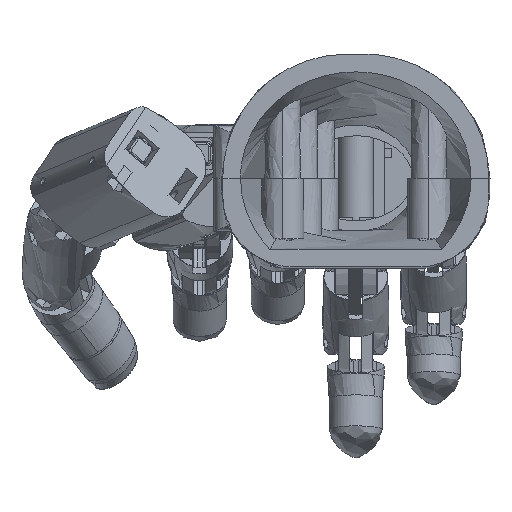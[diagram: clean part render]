
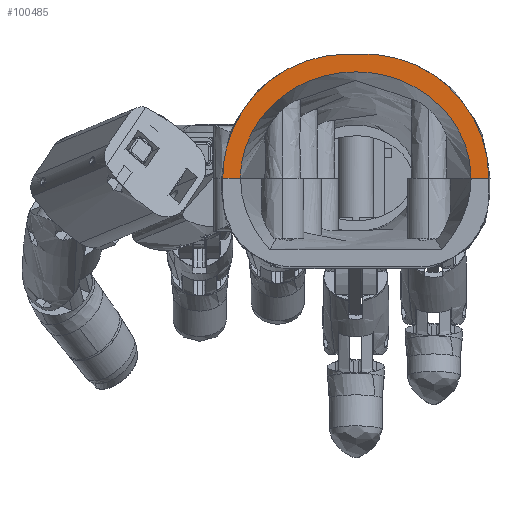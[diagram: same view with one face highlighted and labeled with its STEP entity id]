
A CAD part, front view. The second image highlights one B-rep face of the part: STEP entity #100485.
In plain terms, the highlighted free-form (B-spline) face has degree [1, 1] with [2, 2] control points.
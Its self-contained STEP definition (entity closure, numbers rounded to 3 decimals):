
#100485 = ADVANCED_FACE('',(#100486),#100607,.F.);
#100486 = FACE_BOUND('',#100487,.T.);
#100487 = EDGE_LOOP('',(#100488,#100497,#100504,#100540,#100547,#100583,
    #100590,#100597));
#100488 = ORIENTED_EDGE('',*,*,#100489,.F.);
#100489 = EDGE_CURVE('',#100490,#100492,#100494,.T.);
#100490 = VERTEX_POINT('',#100491);
#100491 = CARTESIAN_POINT('',(64.804,-102.999,
    58.568));
#100492 = VERTEX_POINT('',#100493);
#100493 = CARTESIAN_POINT('',(60.42,-102.999,
    58.568));
#100494 = B_SPLINE_CURVE_WITH_KNOTS('',1,(#100495,#100496),
  .UNSPECIFIED.,.F.,.F.,(2,2),(-37.5,-32.5),
  .PIECEWISE_BEZIER_KNOTS.);
#100495 = CARTESIAN_POINT('',(64.804,-102.999,
    58.568));
#100496 = CARTESIAN_POINT('',(60.42,-102.999,
    58.568));
#100497 = ORIENTED_EDGE('',*,*,#100498,.T.);
#100498 = EDGE_CURVE('',#100490,#100499,#100501,.T.);
#100499 = VERTEX_POINT('',#100500);
#100500 = CARTESIAN_POINT('',(64.804,-102.999,
    58.61));
#100501 = B_SPLINE_CURVE_WITH_KNOTS('',1,(#100502,#100503),
  .UNSPECIFIED.,.F.,.F.,(2,2),(25.,25.048),
  .PIECEWISE_BEZIER_KNOTS.);
#100502 = CARTESIAN_POINT('',(64.804,-102.999,
    58.568));
#100503 = CARTESIAN_POINT('',(64.804,-102.999,
    58.61));
#100504 = ORIENTED_EDGE('',*,*,#100505,.T.);
#100505 = EDGE_CURVE('',#100499,#100506,#100508,.T.);
#100506 = VERTEX_POINT('',#100507);
#100507 = CARTESIAN_POINT('',(34.157,-102.999,
    89.257));
#100508 = B_SPLINE_CURVE_WITH_KNOTS('',3,(#100509,#100510,#100511,
    #100512,#100513,#100514,#100515,#100516,#100517,#100518,#100519,
    #100520,#100521,#100522,#100523,#100524,#100525,#100526,#100527,
    #100528,#100529,#100530,#100531,#100532,#100533,#100534,#100535,
    #100536,#100537,#100538,#100539),.UNSPECIFIED.,.F.,.F.,(4,2,2,2,2,2,
    2,2,2,2,2,1,2,2,2,4),(0.,0.007,0.01,
    0.014,0.02,0.022,
    0.024,0.027,0.034,
    0.036,0.038,0.041,
    0.044,0.046,0.048,
    0.055),.UNSPECIFIED.);
#100509 = CARTESIAN_POINT('',(64.804,-102.999,
    58.61));
#100510 = CARTESIAN_POINT('',(64.804,-102.999,
    60.634));
#100511 = CARTESIAN_POINT('',(64.606,-102.999,
    62.624));
#100512 = CARTESIAN_POINT('',(64.024,-102.999,
    65.56));
#100513 = CARTESIAN_POINT('',(63.782,-102.999,
    66.531));
#100514 = CARTESIAN_POINT('',(63.2,-102.999,
    68.455));
#100515 = CARTESIAN_POINT('',(62.858,-102.999,
    69.412));
#100516 = CARTESIAN_POINT('',(61.706,-102.999,
    72.195));
#100517 = CARTESIAN_POINT('',(60.766,-102.999,
    73.955));
#100518 = CARTESIAN_POINT('',(59.378,-102.999,
    76.037));
#100519 = CARTESIAN_POINT('',(59.09,-102.999,
    76.447));
#100520 = CARTESIAN_POINT('',(58.491,-102.999,
    77.256));
#100521 = CARTESIAN_POINT('',(58.18,-102.999,
    77.655));
#100522 = CARTESIAN_POINT('',(57.22,-102.999,
    78.827));
#100523 = CARTESIAN_POINT('',(56.546,-102.999,
    79.57));
#100524 = CARTESIAN_POINT('',(54.427,-102.999,
    81.69));
#100525 = CARTESIAN_POINT('',(52.885,-102.999,
    82.959));
#100526 = CARTESIAN_POINT('',(50.793,-102.999,
    84.359));
#100527 = CARTESIAN_POINT('',(50.365,-102.999,
    84.63));
#100528 = CARTESIAN_POINT('',(49.5,-102.999,
    85.15));
#100529 = CARTESIAN_POINT('',(49.063,-102.999,
    85.397));
#100530 = CARTESIAN_POINT('',(47.736,-102.999,
    86.107));
#100531 = CARTESIAN_POINT('',(45.931,-102.999,
    86.961));
#100532 = CARTESIAN_POINT('',(44.051,-102.999,
    87.636));
#100533 = CARTESIAN_POINT('',(42.613,-102.999,
    88.074));
#100534 = CARTESIAN_POINT('',(42.129,-102.999,
    88.208));
#100535 = CARTESIAN_POINT('',(41.152,-102.999,
    88.454));
#100536 = CARTESIAN_POINT('',(40.657,-102.999,
    88.565));
#100537 = CARTESIAN_POINT('',(38.182,-102.999,
    89.059));
#100538 = CARTESIAN_POINT('',(36.181,-102.999,
    89.257));
#100539 = CARTESIAN_POINT('',(34.157,-102.999,
    89.257));
#100540 = ORIENTED_EDGE('',*,*,#100541,.T.);
#100541 = EDGE_CURVE('',#100506,#100542,#100544,.T.);
#100542 = VERTEX_POINT('',#100543);
#100543 = CARTESIAN_POINT('',(29.689,-102.999,
    89.257));
#100544 = B_SPLINE_CURVE_WITH_KNOTS('',1,(#100545,#100546),
  .UNSPECIFIED.,.F.,.F.,(2,2),(-40.048,-34.952),
  .PIECEWISE_BEZIER_KNOTS.);
#100545 = CARTESIAN_POINT('',(34.157,-102.999,
    89.257));
#100546 = CARTESIAN_POINT('',(29.689,-102.999,
    89.257));
#100547 = ORIENTED_EDGE('',*,*,#100548,.T.);
#100548 = EDGE_CURVE('',#100542,#100549,#100551,.T.);
#100549 = VERTEX_POINT('',#100550);
#100550 = CARTESIAN_POINT('',(-0.959,-102.999,
    58.61));
#100551 = B_SPLINE_CURVE_WITH_KNOTS('',3,(#100552,#100553,#100554,
    #100555,#100556,#100557,#100558,#100559,#100560,#100561,#100562,
    #100563,#100564,#100565,#100566,#100567,#100568,#100569,#100570,
    #100571,#100572,#100573,#100574,#100575,#100576,#100577,#100578,
    #100579,#100580,#100581,#100582),.UNSPECIFIED.,.F.,.F.,(4,2,2,2,2,2,
    2,2,2,2,2,1,2,2,2,4),(0.,0.007,0.01,
    0.014,0.02,0.022,
    0.024,0.027,0.034,
    0.036,0.038,0.041,
    0.044,0.046,0.048,
    0.055),.UNSPECIFIED.);
#100552 = CARTESIAN_POINT('',(29.689,-102.999,
    89.257));
#100553 = CARTESIAN_POINT('',(27.665,-102.999,
    89.257));
#100554 = CARTESIAN_POINT('',(25.675,-102.999,
    89.059));
#100555 = CARTESIAN_POINT('',(22.739,-102.999,
    88.477));
#100556 = CARTESIAN_POINT('',(21.768,-102.999,
    88.235));
#100557 = CARTESIAN_POINT('',(19.843,-102.999,
    87.652));
#100558 = CARTESIAN_POINT('',(18.887,-102.999,
    87.311));
#100559 = CARTESIAN_POINT('',(16.104,-102.999,
    86.159));
#100560 = CARTESIAN_POINT('',(14.344,-102.999,
    85.219));
#100561 = CARTESIAN_POINT('',(12.262,-102.999,
    83.831));
#100562 = CARTESIAN_POINT('',(11.851,-102.999,
    83.543));
#100563 = CARTESIAN_POINT('',(11.043,-102.999,
    82.944));
#100564 = CARTESIAN_POINT('',(10.644,-102.999,
    82.633));
#100565 = CARTESIAN_POINT('',(9.472,-102.999,
    81.672));
#100566 = CARTESIAN_POINT('',(8.729,-102.999,
    80.999));
#100567 = CARTESIAN_POINT('',(6.608,-102.999,
    78.88));
#100568 = CARTESIAN_POINT('',(5.34,-102.999,
    77.338));
#100569 = CARTESIAN_POINT('',(3.939,-102.999,
    75.246));
#100570 = CARTESIAN_POINT('',(3.668,-102.999,
    74.818));
#100571 = CARTESIAN_POINT('',(3.149,-102.999,
    73.953));
#100572 = CARTESIAN_POINT('',(2.901,-102.999,
    73.516));
#100573 = CARTESIAN_POINT('',(2.192,-102.999,
    72.189));
#100574 = CARTESIAN_POINT('',(1.337,-102.999,
    70.383));
#100575 = CARTESIAN_POINT('',(0.663,-102.999,
    68.504));
#100576 = CARTESIAN_POINT('',(0.225,-102.999,
    67.066));
#100577 = CARTESIAN_POINT('',(0.09,-102.999,
    66.582));
#100578 = CARTESIAN_POINT('',(-0.155,-102.999,
    65.605));
#100579 = CARTESIAN_POINT('',(-0.267,-102.999,
    65.11));
#100580 = CARTESIAN_POINT('',(-0.761,-102.999,
    62.635));
#100581 = CARTESIAN_POINT('',(-0.959,-102.999,
    60.634));
#100582 = CARTESIAN_POINT('',(-0.959,-102.999,
    58.61));
#100583 = ORIENTED_EDGE('',*,*,#100584,.T.);
#100584 = EDGE_CURVE('',#100549,#100585,#100587,.T.);
#100585 = VERTEX_POINT('',#100586);
#100586 = CARTESIAN_POINT('',(-0.959,-102.999,
    58.568));
#100587 = B_SPLINE_CURVE_WITH_KNOTS('',1,(#100588,#100589),
  .UNSPECIFIED.,.F.,.F.,(2,2),(-25.048,-25.),
  .PIECEWISE_BEZIER_KNOTS.);
#100588 = CARTESIAN_POINT('',(-0.959,-102.999,
    58.61));
#100589 = CARTESIAN_POINT('',(-0.959,-102.999,
    58.568));
#100590 = ORIENTED_EDGE('',*,*,#100591,.F.);
#100591 = EDGE_CURVE('',#100592,#100585,#100594,.T.);
#100592 = VERTEX_POINT('',#100593);
#100593 = CARTESIAN_POINT('',(3.426,-102.999,
    58.568));
#100594 = B_SPLINE_CURVE_WITH_KNOTS('',1,(#100595,#100596),
  .UNSPECIFIED.,.F.,.F.,(2,2),(32.5,37.5),
  .PIECEWISE_BEZIER_KNOTS.);
#100595 = CARTESIAN_POINT('',(3.426,-102.999,
    58.568));
#100596 = CARTESIAN_POINT('',(-0.959,-102.999,
    58.568));
#100597 = ORIENTED_EDGE('',*,*,#100598,.F.);
#100598 = EDGE_CURVE('',#100492,#100592,#100599,.T.);
#100599 = ( BOUNDED_CURVE() B_SPLINE_CURVE(3,(#100600,#100601,#100602,
    #100603,#100604,#100605,#100606),.UNSPECIFIED.,.F.,.F.) 
B_SPLINE_CURVE_WITH_KNOTS((4,3,4),(6.283,7.854,
9.425),.PIECEWISE_BEZIER_KNOTS.) CURVE() 
GEOMETRIC_REPRESENTATION_ITEM() RATIONAL_B_SPLINE_CURVE((1.,
    0.805,0.805,1.,0.805,0.805,1.)) 
REPRESENTATION_ITEM('') );
#100600 = CARTESIAN_POINT('',(60.42,-102.999,
    58.568));
#100601 = CARTESIAN_POINT('',(60.42,-102.999,
    73.977));
#100602 = CARTESIAN_POINT('',(48.616,-102.999,
    84.873));
#100603 = CARTESIAN_POINT('',(31.923,-102.999,
    84.873));
#100604 = CARTESIAN_POINT('',(15.23,-102.999,
    84.873));
#100605 = CARTESIAN_POINT('',(3.426,-102.999,
    73.977));
#100606 = CARTESIAN_POINT('',(3.426,-102.999,
    58.568));
#100607 = B_SPLINE_SURFACE_WITH_KNOTS('',1,1,(
    (#100608,#100609)
    ,(#100610,#100611
    )),.UNSPECIFIED.,.F.,.F.,.F.,(2,2),(2,2),(-37.5,37.5),(
    0.,35.),.PIECEWISE_BEZIER_KNOTS.);
#100608 = CARTESIAN_POINT('',(64.804,-102.999,
    58.568));
#100609 = CARTESIAN_POINT('',(64.804,-102.999,
    89.257));
#100610 = CARTESIAN_POINT('',(-0.959,-102.999,
    58.568));
#100611 = CARTESIAN_POINT('',(-0.959,-102.999,
    89.257));
